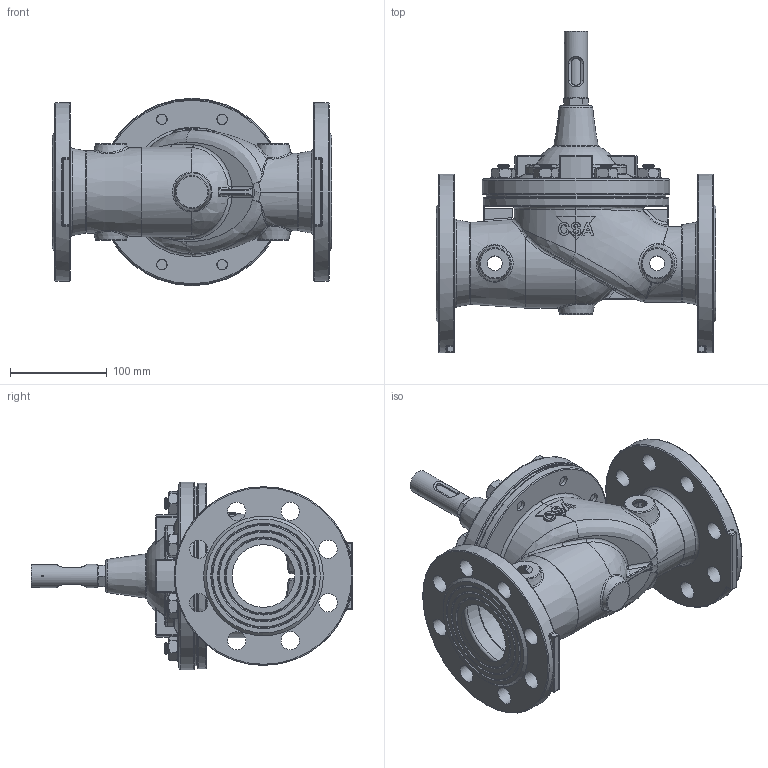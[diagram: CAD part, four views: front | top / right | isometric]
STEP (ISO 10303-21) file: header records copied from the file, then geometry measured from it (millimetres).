
FILE_DESCRIPTION (( 'STEP AP214' ), '1' );
FILE_NAME ('external surfaces XLC400 DN65.STEP', '2017-03-02T16:31:17', ( '' ), ( '' ), 'SwSTEP 2.0', 'SolidWorks 2017', '' );
FILE_SCHEMA (( 'AUTOMOTIVE_DESIGN' ));
Length unit declared in the file: millimetre
Products named in the file (2): external surfaces XLC400 DN65
Bounding box: 290 x 333.01 x 194 mm (x, y, z)
Surface area: 295850.6 mm2 (no closed solid volume)
Topology: 0 solids, 41 shells, 623 faces, 1860 edges, 1209 vertices
Faces by surface type: plane 170, bspline 125, cylinder 124, cone 123, torus 64, sphere 17
Full cylindrical faces by diameter (mm): 2 x1, 10.8 x8, 12 x8, 16 x1, 16.6 x1, 19 x16, 24 x1, 26 x8, 185 x2, 186 x1, 192 x1, 194 x1
Entity records: 60517 total; most frequent: CARTESIAN_POINT 39618, ORIENTED_EDGE 2698, DIRECTION 2517, EDGE_CURVE 1671, VERTEX_POINT 1175, AXIS2_PLACEMENT_3D 1121, EDGE_LOOP 849, B_SPLINE_CURVE_WITH_KNOTS 750
